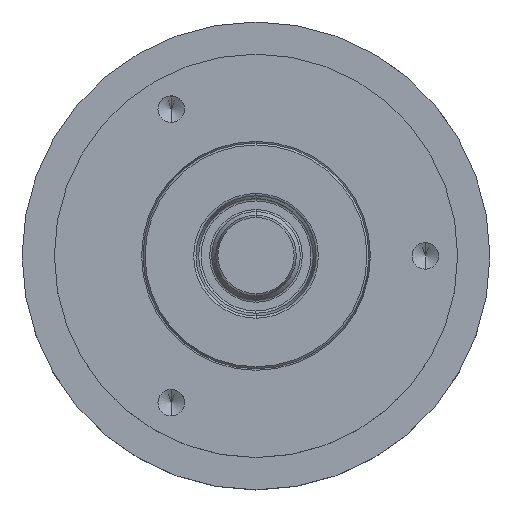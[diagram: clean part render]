
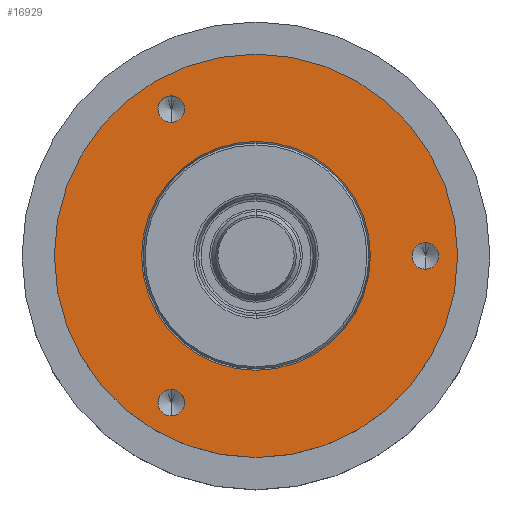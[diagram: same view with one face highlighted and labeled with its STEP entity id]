
A CAD part, top view. The second image highlights one B-rep face of the part: STEP entity #16929.
In plain terms, the highlighted planar face has unit normal (0, 0, 1).
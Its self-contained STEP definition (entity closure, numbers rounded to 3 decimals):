
#3755=CARTESIAN_POINT('',(0.,0.,27.));
#3756=DIRECTION('',(0.,0.,-1.));
#3757=DIRECTION('',(0.,1.,0.));
#3758=AXIS2_PLACEMENT_3D('',#3755,#3756,#3757);
#3760=CARTESIAN_POINT('',(0.,0.,27.));
#3761=DIRECTION('',(0.,0.,-1.));
#3762=DIRECTION('',(0.,-1.,0.));
#3763=AXIS2_PLACEMENT_3D('',#3760,#3761,#3762);
#3765=CARTESIAN_POINT('',(21.,0.,27.));
#3766=DIRECTION('',(0.,0.,1.));
#3767=DIRECTION('',(0.,-1.,0.));
#3768=AXIS2_PLACEMENT_3D('',#3765,#3766,#3767);
#3770=CARTESIAN_POINT('',(21.,0.,27.));
#3771=DIRECTION('',(0.,0.,1.));
#3772=DIRECTION('',(0.,1.,0.));
#3773=AXIS2_PLACEMENT_3D('',#3770,#3771,#3772);
#3775=CARTESIAN_POINT('',(-10.5,-18.187,27.));
#3776=DIRECTION('',(0.,0.,1.));
#3777=DIRECTION('',(0.,-1.,0.));
#3778=AXIS2_PLACEMENT_3D('',#3775,#3776,#3777);
#3780=CARTESIAN_POINT('',(-10.5,-18.187,27.));
#3781=DIRECTION('',(0.,0.,1.));
#3782=DIRECTION('',(0.,1.,0.));
#3783=AXIS2_PLACEMENT_3D('',#3780,#3781,#3782);
#3785=CARTESIAN_POINT('',(-10.5,18.187,27.));
#3786=DIRECTION('',(0.,0.,1.));
#3787=DIRECTION('',(0.,-1.,0.));
#3788=AXIS2_PLACEMENT_3D('',#3785,#3786,#3787);
#3790=CARTESIAN_POINT('',(-10.5,18.187,27.));
#3791=DIRECTION('',(0.,0.,1.));
#3792=DIRECTION('',(0.,1.,0.));
#3793=AXIS2_PLACEMENT_3D('',#3790,#3791,#3792);
#3800=CARTESIAN_POINT('',(0.,0.,27.));
#3801=DIRECTION('',(0.,0.,-1.));
#3802=DIRECTION('',(-1.,0.,0.));
#3803=AXIS2_PLACEMENT_3D('',#3800,#3801,#3802);
#3818=CARTESIAN_POINT('',(0.,0.,27.));
#3819=DIRECTION('',(0.,0.,-1.));
#3820=DIRECTION('',(1.,0.,0.));
#3821=AXIS2_PLACEMENT_3D('',#3818,#3819,#3820);
#13389=CARTESIAN_POINT('',(0.,25.,27.));
#13390=CARTESIAN_POINT('',(0.,-25.,27.));
#13391=VERTEX_POINT('',#13389);
#13392=VERTEX_POINT('',#13390);
#13417=CARTESIAN_POINT('',(14.188,0.,27.));
#13418=CARTESIAN_POINT('',(-14.188,0.,27.));
#13419=VERTEX_POINT('',#13417);
#13420=VERTEX_POINT('',#13418);
#13431=CARTESIAN_POINT('',(21.,-1.65,27.));
#13432=CARTESIAN_POINT('',(21.,1.65,27.));
#13433=VERTEX_POINT('',#13431);
#13434=VERTEX_POINT('',#13432);
#13441=CARTESIAN_POINT('',(-10.5,-19.837,27.));
#13442=CARTESIAN_POINT('',(-10.5,-16.537,27.));
#13443=VERTEX_POINT('',#13441);
#13444=VERTEX_POINT('',#13442);
#13451=CARTESIAN_POINT('',(-10.5,16.537,27.));
#13452=CARTESIAN_POINT('',(-10.5,19.837,27.));
#13453=VERTEX_POINT('',#13451);
#13454=VERTEX_POINT('',#13452);
#16895=CARTESIAN_POINT('',(0.,0.,27.));
#16896=DIRECTION('',(0.,0.,1.));
#16897=DIRECTION('',(1.,0.,0.));
#16898=AXIS2_PLACEMENT_3D('',#16895,#16896,#16897);
#16899=PLANE('',#16898);
#16901=ORIENTED_EDGE('',*,*,#16900,.T.);
#16902=ORIENTED_EDGE('',*,*,#16885,.T.);
#16903=EDGE_LOOP('',(#16901,#16902));
#16904=FACE_OUTER_BOUND('',#16903,.F.);
#16906=ORIENTED_EDGE('',*,*,#16905,.F.);
#16908=ORIENTED_EDGE('',*,*,#16907,.F.);
#16909=EDGE_LOOP('',(#16906,#16908));
#16910=FACE_BOUND('',#16909,.F.);
#16912=ORIENTED_EDGE('',*,*,#16911,.T.);
#16914=ORIENTED_EDGE('',*,*,#16913,.T.);
#16915=EDGE_LOOP('',(#16912,#16914));
#16916=FACE_BOUND('',#16915,.F.);
#16918=ORIENTED_EDGE('',*,*,#16917,.T.);
#16920=ORIENTED_EDGE('',*,*,#16919,.T.);
#16921=EDGE_LOOP('',(#16918,#16920));
#16922=FACE_BOUND('',#16921,.F.);
#16924=ORIENTED_EDGE('',*,*,#16923,.T.);
#16926=ORIENTED_EDGE('',*,*,#16925,.T.);
#16927=EDGE_LOOP('',(#16924,#16926));
#16928=FACE_BOUND('',#16927,.F.);
#3759=CIRCLE('',#3758,25.);
#3764=CIRCLE('',#3763,25.);
#3769=CIRCLE('',#3768,1.65);
#3774=CIRCLE('',#3773,1.65);
#3779=CIRCLE('',#3778,1.65);
#3784=CIRCLE('',#3783,1.65);
#3789=CIRCLE('',#3788,1.65);
#3794=CIRCLE('',#3793,1.65);
#3804=CIRCLE('',#3803,14.188);
#3822=CIRCLE('',#3821,14.188);
#16885=EDGE_CURVE('',#13392,#13391,#3764,.T.);
#16900=EDGE_CURVE('',#13391,#13392,#3759,.T.);
#16905=EDGE_CURVE('',#13420,#13419,#3804,.T.);
#16907=EDGE_CURVE('',#13419,#13420,#3822,.T.);
#16911=EDGE_CURVE('',#13433,#13434,#3769,.T.);
#16913=EDGE_CURVE('',#13434,#13433,#3774,.T.);
#16917=EDGE_CURVE('',#13443,#13444,#3779,.T.);
#16919=EDGE_CURVE('',#13444,#13443,#3784,.T.);
#16923=EDGE_CURVE('',#13453,#13454,#3789,.T.);
#16925=EDGE_CURVE('',#13454,#13453,#3794,.T.);
#16929=ADVANCED_FACE('',(#16904,#16910,#16916,#16922,#16928),#16899,.T.);
